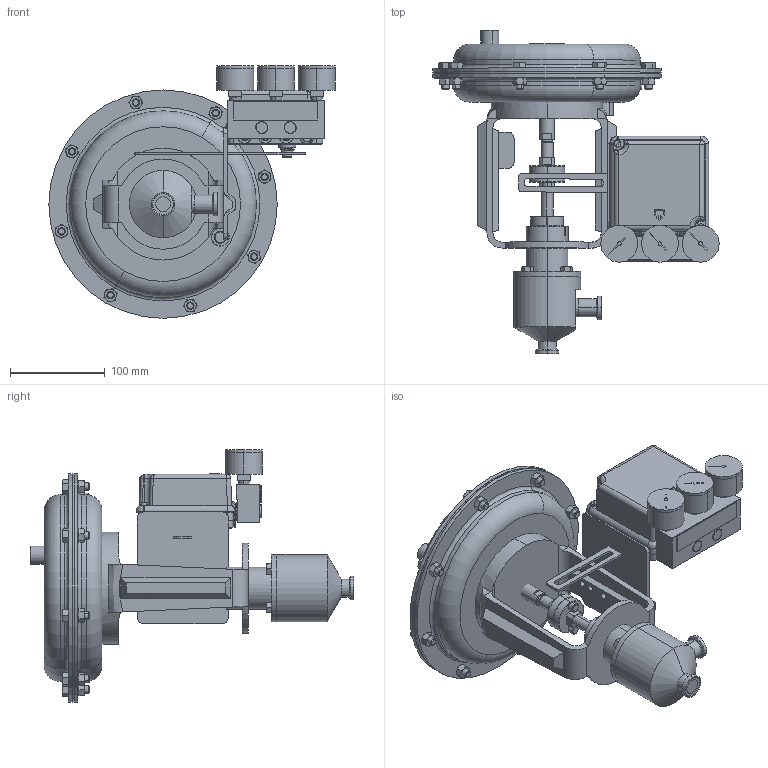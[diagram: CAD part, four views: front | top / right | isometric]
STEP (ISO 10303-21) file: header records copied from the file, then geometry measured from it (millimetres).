
FILE_DESCRIPTION (( 'STEP AP203' ), '1' );
FILE_NAME ('978ESP-075-JD-35M-16PP.STEP', '2017-06-12T13:27:40', ( '' ), ( '' ), 'SwSTEP 2.0', 'SolidWorks 2014', '' );
FILE_SCHEMA (( 'CONFIG_CONTROL_DESIGN' ));
Length unit declared in the file: inch
Products named in the file (2): 978ESP-075-JD-35M-16PP
Bounding box: 302.44 x 341.54 x 266.92 mm (x, y, z)
Volume: 3970072.9 mm3; surface area: 688842.8 mm2
Topology: 89 solids, 90 shells, 2597 faces, 6240 edges, 3854 vertices
Faces by surface type: plane 904, cone 696, cylinder 662, bspline 311, torus 24
Entity records: 94734 total; most frequent: CARTESIAN_POINT 36890, ORIENTED_EDGE 12384, DIRECTION 11531, EDGE_CURVE 6192, AXIS2_PLACEMENT_3D 4513, VERTEX_POINT 3853, EDGE_LOOP 2771, ADVANCED_FACE 2597
